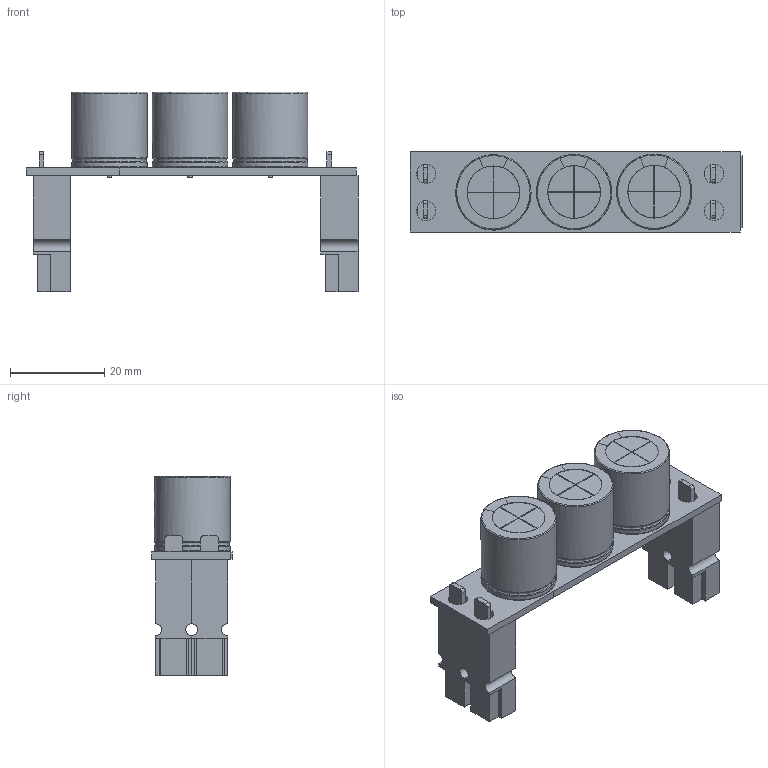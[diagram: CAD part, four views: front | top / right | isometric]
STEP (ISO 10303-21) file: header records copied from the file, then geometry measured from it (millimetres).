
FILE_DESCRIPTION(('KiCad electronic assembly'),'2;1');
FILE_NAME('CapcitorBreakout.step','2021-02-15T19:22:44',('An Author'),( 'A Company'),'Open CASCADE STEP processor 6.9', 'KiCad to STEP converter','Unknown');
FILE_SCHEMA(('AUTOMOTIVE_DESIGN { 1 0 10303 214 1 1 1 1 }'));
Length unit declared in the file: millimetre
Products named in the file (6): Open CASCADE STEP translator 6.9 1; Anderson_2_Vertcal_Side_by_Side; COMPOUND; CP_Radial_D16.0mm_P7.50mm; SOLID
Assembly tree (8 placements, depth 3):
  Open CASCADE STEP translator 6.9 1
    Anderson_2_Vertcal_Side_by_Side  x2
      COMPOUND
    CP_Radial_D16.0mm_P7.50mm  x3
      SOLID
    COMPOUND
Bounding box: 70.52 x 17.08 x 42.34 mm (x, y, z)
Volume: 16177.7 mm3; surface area: 11310.6 mm2
Topology: 8 solids, 11 shells, 316 faces, 852 edges, 581 vertices
Faces by surface type: plane 191, cylinder 77, bspline 24, revolution 18, torus 6
Full cylindrical faces by diameter (mm): 0.9 x6, 1.2 x6, 4.104 x4
Entity records: 12399 total; most frequent: CARTESIAN_POINT 3938, DIRECTION 1351, LINE 839, VECTOR 839, ORIENTED_EDGE 752, PCURVE 752, DEFINITIONAL_REPRESENTATION 752, EDGE_CURVE 376
